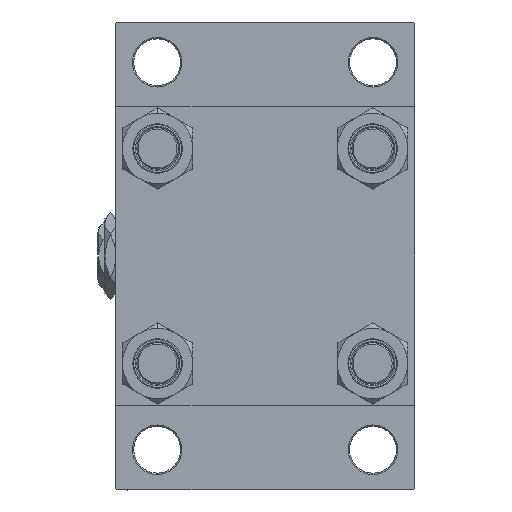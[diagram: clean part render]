
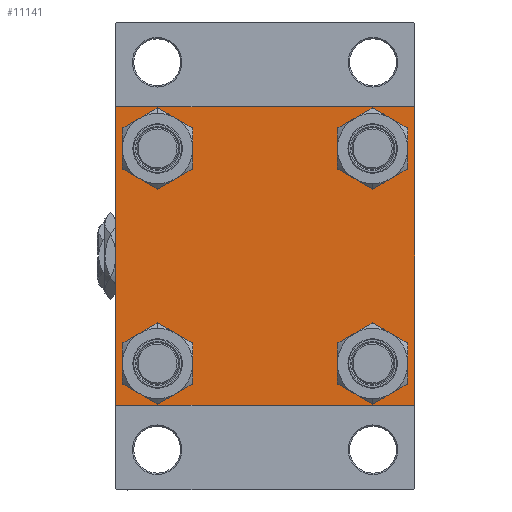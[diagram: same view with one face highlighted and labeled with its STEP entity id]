
A CAD part, left-side view. The second image highlights one B-rep face of the part: STEP entity #11141.
In plain terms, the highlighted planar face has unit normal (-1, 0, 0).
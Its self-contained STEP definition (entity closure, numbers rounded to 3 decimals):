
#530 = CARTESIAN_POINT ( 'NONE',  ( 0., 57.5, -57. ) ) ;
#829 = DIRECTION ( 'NONE',  ( -1., 0., 0. ) ) ;
#2148 = DIRECTION ( 'NONE',  ( 1., 0., 0. ) ) ;
#2175 = ORIENTED_EDGE ( 'NONE', *, *, #2809, .T. ) ;
#2194 = VERTEX_POINT ( 'NONE', #530 ) ;
#2809 = EDGE_CURVE ( 'NONE', #9133, #2194, #8449, .T. ) ;
#3137 = DIRECTION ( 'NONE',  ( 0., 0., 1. ) ) ;
#3189 = VECTOR ( 'NONE', #9776, 1000. ) ;
#3437 = EDGE_CURVE ( 'NONE', #26842, #39149, #22267, .T. ) ;
#3800 = VECTOR ( 'NONE', #8865, 1000. ) ;
#3964 = CARTESIAN_POINT ( 'NONE',  ( 0., 57.25, -57.25 ) ) ;
#4026 = CARTESIAN_POINT ( 'NONE',  ( 0., -41.35, 41.35 ) ) ;
#4270 = EDGE_CURVE ( 'NONE', #35216, #4463, #18982, .T. ) ;
#4463 = VERTEX_POINT ( 'NONE', #44711 ) ;
#4647 = CIRCLE ( 'NONE', #17475, 8.5 ) ;
#5011 = AXIS2_PLACEMENT_3D ( 'NONE', #38372, #30347, #26840 ) ;
#5346 = ORIENTED_EDGE ( 'NONE', *, *, #25653, .T. ) ;
#5476 = EDGE_CURVE ( 'NONE', #47624, #9910, #33414, .T. ) ;
#5636 = ORIENTED_EDGE ( 'NONE', *, *, #3437, .T. ) ;
#6526 = VERTEX_POINT ( 'NONE', #10389 ) ;
#6793 = CIRCLE ( 'NONE', #13199, 8.5 ) ;
#7918 = EDGE_CURVE ( 'NONE', #29540, #36480, #4647, .T. ) ;
#7922 = CARTESIAN_POINT ( 'NONE',  ( 0., -57.25, 57.25 ) ) ;
#7945 = ORIENTED_EDGE ( 'NONE', *, *, #11452, .T. ) ;
#8449 = LINE ( 'NONE', #34281, #25330 ) ;
#8865 = DIRECTION ( 'NONE',  ( 0., 0.707, -0.707 ) ) ;
#9133 = VERTEX_POINT ( 'NONE', #10235 ) ;
#9776 = DIRECTION ( 'NONE',  ( 0., 0., -1. ) ) ;
#9910 = VERTEX_POINT ( 'NONE', #17524 ) ;
#10165 = VECTOR ( 'NONE', #23627, 1000. ) ;
#10235 = CARTESIAN_POINT ( 'NONE',  ( 0., 57.5, 57. ) ) ;
#10389 = CARTESIAN_POINT ( 'NONE',  ( 0., 57., -57.5 ) ) ;
#10450 = AXIS2_PLACEMENT_3D ( 'NONE', #19581, #38648, #38897 ) ;
#10836 = CARTESIAN_POINT ( 'NONE',  ( 0., 41.35, 32.85 ) ) ;
#11141 = ADVANCED_FACE ( 'NONE', ( #46229, #11887, #31423, #12630, #39207 ), #24155, .T. ) ;
#11452 = EDGE_CURVE ( 'NONE', #13427, #37664, #20008, .T. ) ;
#11722 = VECTOR ( 'NONE', #28083, 1000. ) ;
#11887 = FACE_BOUND ( 'NONE', #33031, .T. ) ;
#12621 = CARTESIAN_POINT ( 'NONE',  ( 0., 57.25, 57.25 ) ) ;
#12630 = FACE_BOUND ( 'NONE', #46283, .T. ) ;
#12791 = CARTESIAN_POINT ( 'NONE',  ( 0., 57.5, -57.5 ) ) ;
#12876 = DIRECTION ( 'NONE',  ( 0., 0., 1. ) ) ;
#13196 = DIRECTION ( 'NONE',  ( 0., 0., 1. ) ) ;
#13199 = AXIS2_PLACEMENT_3D ( 'NONE', #37514, #48548, #3137 ) ;
#13205 = CARTESIAN_POINT ( 'NONE',  ( 0., -41.35, 41.35 ) ) ;
#13427 = VERTEX_POINT ( 'NONE', #16602 ) ;
#13956 = DIRECTION ( 'NONE',  ( 0., 0., 1. ) ) ;
#13985 = CARTESIAN_POINT ( 'NONE',  ( 0., -41.35, 49.85 ) ) ;
#14292 = CARTESIAN_POINT ( 'NONE',  ( 0., -41.35, 32.85 ) ) ;
#15172 = CARTESIAN_POINT ( 'NONE',  ( 0., 57., 57.5 ) ) ;
#15241 = CARTESIAN_POINT ( 'NONE',  ( 0., -57.5, -57. ) ) ;
#16602 = CARTESIAN_POINT ( 'NONE',  ( 0., 41.35, -49.85 ) ) ;
#16847 = DIRECTION ( 'NONE',  ( 1., 0., 0. ) ) ;
#17475 = AXIS2_PLACEMENT_3D ( 'NONE', #4026, #26366, #23094 ) ;
#17524 = CARTESIAN_POINT ( 'NONE',  ( 0., 41.35, 49.85 ) ) ;
#18497 = EDGE_CURVE ( 'NONE', #2194, #6526, #34803, .T. ) ;
#18982 = CIRCLE ( 'NONE', #19767, 8.5 ) ;
#19023 = AXIS2_PLACEMENT_3D ( 'NONE', #21952, #32249, #13196 ) ;
#19462 = ORIENTED_EDGE ( 'NONE', *, *, #43479, .T. ) ;
#19581 = CARTESIAN_POINT ( 'NONE',  ( 0., 41.35, -41.35 ) ) ;
#19613 = LINE ( 'NONE', #34918, #10165 ) ;
#19767 = AXIS2_PLACEMENT_3D ( 'NONE', #43567, #25494, #13956 ) ;
#20002 = VERTEX_POINT ( 'NONE', #22269 ) ;
#20008 = CIRCLE ( 'NONE', #10450, 8.5 ) ;
#20067 = VERTEX_POINT ( 'NONE', #23008 ) ;
#20225 = CIRCLE ( 'NONE', #5011, 8.5 ) ;
#20395 = EDGE_LOOP ( 'NONE', ( #19462, #28713 ) ) ;
#21952 = CARTESIAN_POINT ( 'NONE',  ( 0., 41.35, 41.35 ) ) ;
#22267 = LINE ( 'NONE', #22757, #47778 ) ;
#22269 = CARTESIAN_POINT ( 'NONE',  ( 0., -57., 57.5 ) ) ;
#22757 = CARTESIAN_POINT ( 'NONE',  ( 0., -57.25, -57.25 ) ) ;
#23008 = CARTESIAN_POINT ( 'NONE',  ( 0., -57.5, 57. ) ) ;
#23094 = DIRECTION ( 'NONE',  ( 0., 0., 1. ) ) ;
#23554 = DIRECTION ( 'NONE',  ( 0., 0., 1. ) ) ;
#23627 = DIRECTION ( 'NONE',  ( 0., -1., 0. ) ) ;
#24155 = PLANE ( 'NONE',  #48028 ) ;
#24476 = ORIENTED_EDGE ( 'NONE', *, *, #18497, .T. ) ;
#24631 = DIRECTION ( 'NONE',  ( 0., 0., 1. ) ) ;
#25210 = CARTESIAN_POINT ( 'NONE',  ( 0., 41.35, -32.85 ) ) ;
#25290 = AXIS2_PLACEMENT_3D ( 'NONE', #39685, #16847, #24631 ) ;
#25330 = VECTOR ( 'NONE', #30514, 1000. ) ;
#25494 = DIRECTION ( 'NONE',  ( 1., 0., 0. ) ) ;
#25653 = EDGE_CURVE ( 'NONE', #9910, #47624, #6793, .T. ) ;
#26076 = CIRCLE ( 'NONE', #25290, 8.5 ) ;
#26366 = DIRECTION ( 'NONE',  ( 1., 0., 0. ) ) ;
#26840 = DIRECTION ( 'NONE',  ( 0., 0., 1. ) ) ;
#26842 = VERTEX_POINT ( 'NONE', #44737 ) ;
#27175 = CARTESIAN_POINT ( 'NONE',  ( 0., 0., 0. ) ) ;
#27339 = VECTOR ( 'NONE', #41603, 1000. ) ;
#28083 = DIRECTION ( 'NONE',  ( 0., -1., 0. ) ) ;
#28713 = ORIENTED_EDGE ( 'NONE', *, *, #7918, .T. ) ;
#28815 = CARTESIAN_POINT ( 'NONE',  ( 0., -57.5, 57.5 ) ) ;
#29312 = LINE ( 'NONE', #28815, #3189 ) ;
#29540 = VERTEX_POINT ( 'NONE', #14292 ) ;
#29989 = LINE ( 'NONE', #7922, #42431 ) ;
#30347 = DIRECTION ( 'NONE',  ( 1., 0., 0. ) ) ;
#30514 = DIRECTION ( 'NONE',  ( 0., 0., -1. ) ) ;
#30797 = ORIENTED_EDGE ( 'NONE', *, *, #40821, .F. ) ;
#31247 = ORIENTED_EDGE ( 'NONE', *, *, #46708, .T. ) ;
#31282 = CIRCLE ( 'NONE', #34478, 8.5 ) ;
#31423 = FACE_BOUND ( 'NONE', #49150, .T. ) ;
#31648 = EDGE_CURVE ( 'NONE', #4463, #35216, #26076, .T. ) ;
#31998 = EDGE_CURVE ( 'NONE', #6526, #26842, #46896, .T. ) ;
#32249 = DIRECTION ( 'NONE',  ( 1., 0., 0. ) ) ;
#32963 = ORIENTED_EDGE ( 'NONE', *, *, #4270, .T. ) ;
#33031 = EDGE_LOOP ( 'NONE', ( #32963, #42336 ) ) ;
#33414 = CIRCLE ( 'NONE', #19023, 8.5 ) ;
#33784 = EDGE_CURVE ( 'NONE', #42789, #20002, #19613, .T. ) ;
#34281 = CARTESIAN_POINT ( 'NONE',  ( 0., 57.5, 57.5 ) ) ;
#34478 = AXIS2_PLACEMENT_3D ( 'NONE', #13205, #2148, #23554 ) ;
#34803 = LINE ( 'NONE', #3964, #27339 ) ;
#34918 = CARTESIAN_POINT ( 'NONE',  ( 0., 57.5, 57.5 ) ) ;
#35216 = VERTEX_POINT ( 'NONE', #40309 ) ;
#35708 = EDGE_CURVE ( 'NONE', #42789, #9133, #46978, .T. ) ;
#36480 = VERTEX_POINT ( 'NONE', #13985 ) ;
#36821 = ORIENTED_EDGE ( 'NONE', *, *, #35708, .T. ) ;
#37514 = CARTESIAN_POINT ( 'NONE',  ( 0., 41.35, 41.35 ) ) ;
#37664 = VERTEX_POINT ( 'NONE', #25210 ) ;
#38061 = DIRECTION ( 'NONE',  ( 0., -0.707, 0.707 ) ) ;
#38372 = CARTESIAN_POINT ( 'NONE',  ( 0., 41.35, -41.35 ) ) ;
#38648 = DIRECTION ( 'NONE',  ( 1., 0., 0. ) ) ;
#38897 = DIRECTION ( 'NONE',  ( 0., 0., 1. ) ) ;
#39149 = VERTEX_POINT ( 'NONE', #15241 ) ;
#39207 = FACE_OUTER_BOUND ( 'NONE', #43357, .T. ) ;
#39685 = CARTESIAN_POINT ( 'NONE',  ( 0., -41.35, -41.35 ) ) ;
#40279 = ORIENTED_EDGE ( 'NONE', *, *, #5476, .T. ) ;
#40309 = CARTESIAN_POINT ( 'NONE',  ( 0., -41.35, -32.85 ) ) ;
#40821 = EDGE_CURVE ( 'NONE', #20067, #39149, #29312, .T. ) ;
#41322 = EDGE_CURVE ( 'NONE', #20067, #20002, #29989, .T. ) ;
#41603 = DIRECTION ( 'NONE',  ( 0., -0.707, -0.707 ) ) ;
#41817 = ORIENTED_EDGE ( 'NONE', *, *, #33784, .F. ) ;
#42336 = ORIENTED_EDGE ( 'NONE', *, *, #31648, .T. ) ;
#42431 = VECTOR ( 'NONE', #45054, 1000. ) ;
#42789 = VERTEX_POINT ( 'NONE', #15172 ) ;
#43357 = EDGE_LOOP ( 'NONE', ( #2175, #24476, #48068, #5636, #30797, #47795, #41817, #36821 ) ) ;
#43479 = EDGE_CURVE ( 'NONE', #36480, #29540, #31282, .T. ) ;
#43567 = CARTESIAN_POINT ( 'NONE',  ( 0., -41.35, -41.35 ) ) ;
#44711 = CARTESIAN_POINT ( 'NONE',  ( 0., -41.35, -49.85 ) ) ;
#44737 = CARTESIAN_POINT ( 'NONE',  ( 0., -57., -57.5 ) ) ;
#45054 = DIRECTION ( 'NONE',  ( 0., 0.707, 0.707 ) ) ;
#46229 = FACE_BOUND ( 'NONE', #20395, .T. ) ;
#46283 = EDGE_LOOP ( 'NONE', ( #5346, #40279 ) ) ;
#46708 = EDGE_CURVE ( 'NONE', #37664, #13427, #20225, .T. ) ;
#46896 = LINE ( 'NONE', #12791, #11722 ) ;
#46978 = LINE ( 'NONE', #12621, #3800 ) ;
#47624 = VERTEX_POINT ( 'NONE', #10836 ) ;
#47778 = VECTOR ( 'NONE', #38061, 1000. ) ;
#47795 = ORIENTED_EDGE ( 'NONE', *, *, #41322, .T. ) ;
#48028 = AXIS2_PLACEMENT_3D ( 'NONE', #27175, #829, #12876 ) ;
#48068 = ORIENTED_EDGE ( 'NONE', *, *, #31998, .T. ) ;
#48548 = DIRECTION ( 'NONE',  ( 1., 0., 0. ) ) ;
#49150 = EDGE_LOOP ( 'NONE', ( #31247, #7945 ) ) ;
